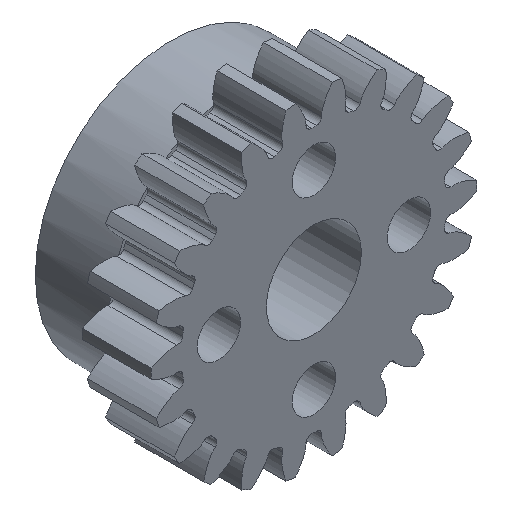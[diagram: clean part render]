
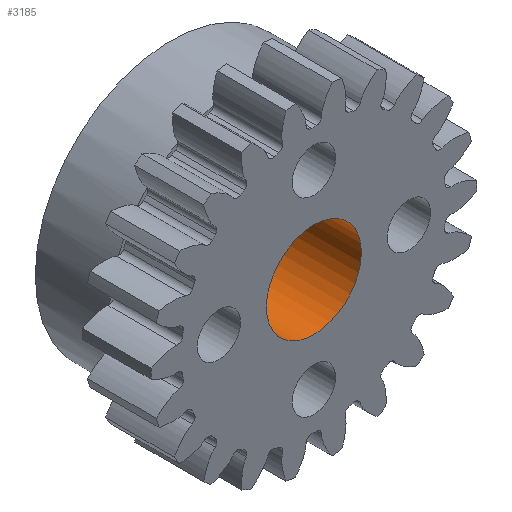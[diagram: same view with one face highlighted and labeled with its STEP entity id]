
A CAD part, isometric view. The second image highlights one B-rep face of the part: STEP entity #3185.
In plain terms, the highlighted cylindrical face has radius 3.5 mm (diameter 7 mm), a full revolution.
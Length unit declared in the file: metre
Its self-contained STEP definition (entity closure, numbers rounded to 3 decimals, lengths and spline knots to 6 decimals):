
#411=CYLINDRICAL_SURFACE('',#3588,0.0035);
#1349=ORIENTED_EDGE('',*,*,#1688,.T.);
#1350=ORIENTED_EDGE('',*,*,#1962,.F.);
#1688=EDGE_CURVE('',#2162,#2162,#2416,.T.);
#1962=EDGE_CURVE('',#2303,#2303,#2556,.T.);
#2162=VERTEX_POINT('',#5636);
#2303=VERTEX_POINT('',#7618);
#2416=CIRCLE('',#3378,0.0035);
#2556=CIRCLE('',#3589,0.0035);
#2747=EDGE_LOOP('',(#1349));
#2748=EDGE_LOOP('',(#1350));
#2947=FACE_BOUND('',#2747,.T.);
#2948=FACE_BOUND('',#2748,.T.);
#3185=ADVANCED_FACE('',(#2947,#2948),#411,.F.);
#3378=AXIS2_PLACEMENT_3D('',#5635,#3991,#3992);
#3588=AXIS2_PLACEMENT_3D('',#7616,#4501,#4502);
#3589=AXIS2_PLACEMENT_3D('',#7617,#4503,#4504);
#3991=DIRECTION('',(0.,-1.,0.));
#3992=DIRECTION('',(1.,0.,0.));
#4501=DIRECTION('',(0.,-1.,0.));
#4502=DIRECTION('',(1.,0.,0.));
#4503=DIRECTION('',(0.,-1.,0.));
#4504=DIRECTION('',(1.,0.,0.));
#5635=CARTESIAN_POINT('',(0.,-0.01003,0.));
#5636=CARTESIAN_POINT('',(0.0035,-0.01003,0.));
#7616=CARTESIAN_POINT('',(0.,0.01497,0.));
#7617=CARTESIAN_POINT('',(0.,0.0005,0.));
#7618=CARTESIAN_POINT('',(0.0035,0.0005,0.));
